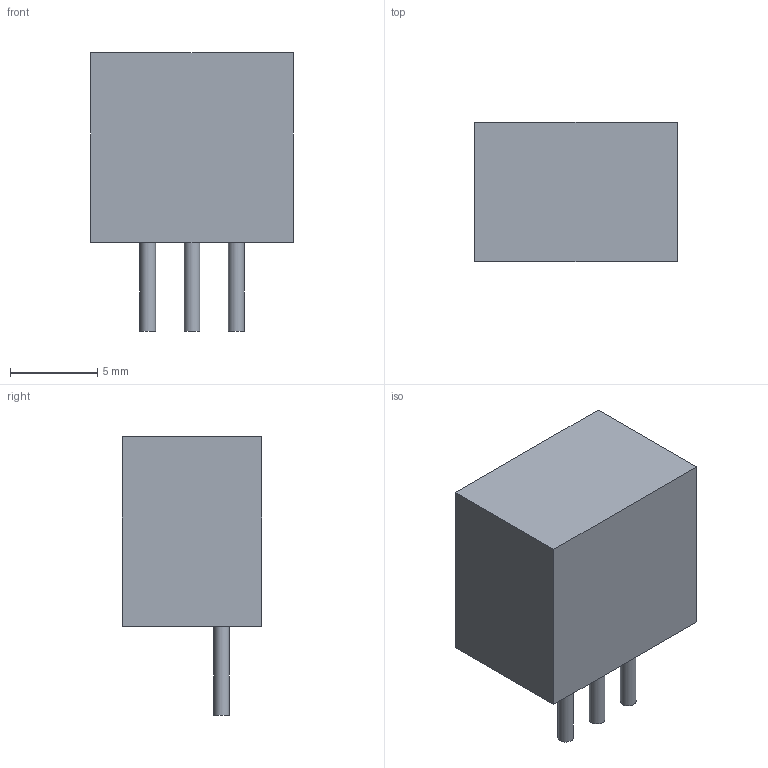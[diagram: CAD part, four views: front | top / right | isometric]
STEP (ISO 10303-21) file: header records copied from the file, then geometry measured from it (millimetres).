
FILE_DESCRIPTION(('FreeCAD Model'),'2;1');
FILE_NAME('1517886.2.1.stp','2023-01-29T15:26:15',( 'Author'),(''),'Open CASCADE STEP processor 6.9','FreeCAD','Unknown' );
FILE_SCHEMA(('AUTOMOTIVE_DESIGN { 1 0 10303 214 1 1 1 1 }'));
Length unit declared in the file: millimetre
Products named in the file (3): ASSEMBLY; Body; Leads
Assembly tree (2 placements, depth 2):
  ASSEMBLY
    Body
    Leads
Bounding box: 11.6 x 8 x 16 mm (x, y, z)
Volume: 1021.3 mm3; surface area: 660 mm2
Topology: 4 solids, 4 shells, 15 faces, 21 edges, 14 vertices
Faces by surface type: plane 12, cylinder 3
Full cylindrical faces by diameter (mm): 0.9 x3
Entity records: 674 total; most frequent: DIRECTION 105, CARTESIAN_POINT 95, LINE 51, VECTOR 51, ORIENTED_EDGE 42, PCURVE 42, DEFINITIONAL_REPRESENTATION 42, AXIS2_PLACEMENT_3D 24
